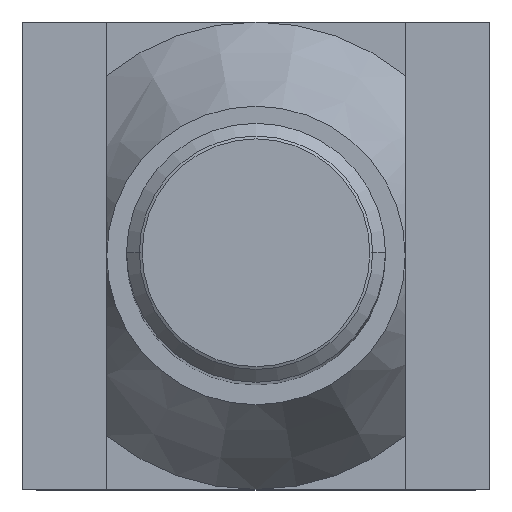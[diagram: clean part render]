
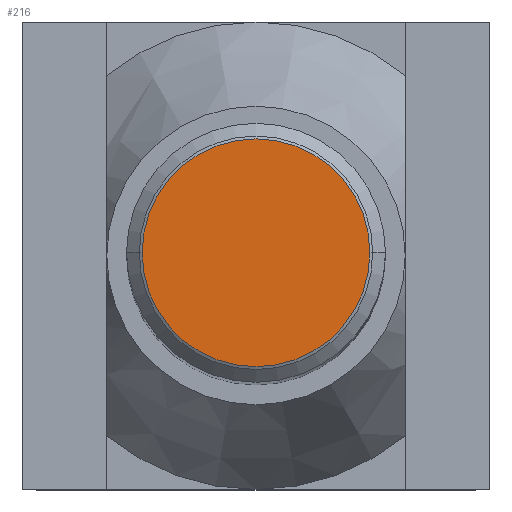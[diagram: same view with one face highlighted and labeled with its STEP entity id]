
A CAD part, top view. The second image highlights one B-rep face of the part: STEP entity #216.
In plain terms, the highlighted planar face has unit normal (0, 0, 1).
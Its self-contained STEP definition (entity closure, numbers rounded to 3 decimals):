
#192=EDGE_CURVE('',#222,#202,#453,.T.);
#202=VERTEX_POINT('',#463);
#216=ADVANCED_FACE('',(#481),#482,.T.);
#222=VERTEX_POINT('',#489);
#370=EDGE_CURVE('',#202,#222,#649,.T.);
#453=CIRCLE('',#755,15.835);
#463=CARTESIAN_POINT('',(-15.835,0.,250.0));
#481=FACE_OUTER_BOUND('',#793,.T.);
#482=PLANE('',#794);
#489=CARTESIAN_POINT('',(15.835,0.,250.0));
#649=CIRCLE('',#1041,15.835);
#755=AXIS2_PLACEMENT_3D('',#1122,#1123,#1124);
#793=EDGE_LOOP('',(#1162,#1163));
#794=AXIS2_PLACEMENT_3D('',#1164,#1165,#1166);
#1041=AXIS2_PLACEMENT_3D('',#1348,#1349,#1350);
#1122=CARTESIAN_POINT('',(0.0,0.,250.0));
#1123=DIRECTION('',(0.0,-0.0,1.0));
#1124=DIRECTION('',(1.0,0.,0.0));
#1162=ORIENTED_EDGE('',*,*,#192,.T.);
#1163=ORIENTED_EDGE('',*,*,#370,.T.);
#1164=CARTESIAN_POINT('',(-8.,0.,250.0));
#1165=DIRECTION('',(0.0,0.0,1.0));
#1166=DIRECTION('',(-1.0,0.,0.0));
#1348=CARTESIAN_POINT('',(0.0,0.,250.0));
#1349=DIRECTION('',(0.0,-0.0,1.0));
#1350=DIRECTION('',(1.0,0.,0.0));
